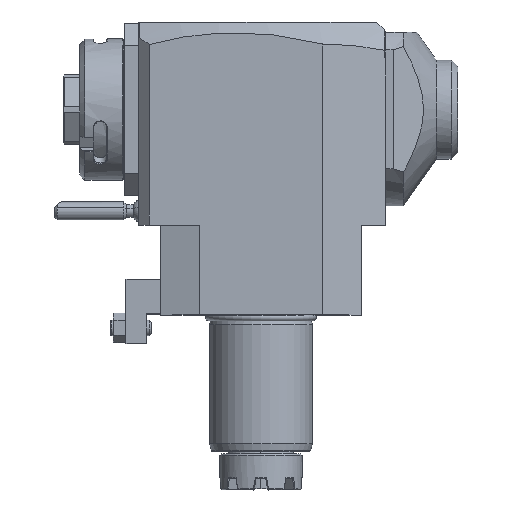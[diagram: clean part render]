
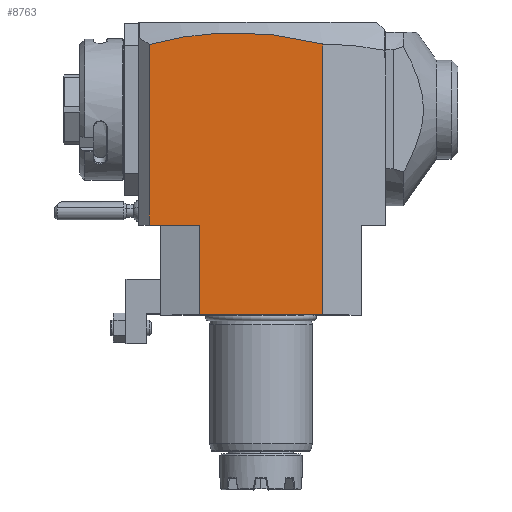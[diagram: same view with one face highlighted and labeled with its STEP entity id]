
A CAD part, top view. The second image highlights one B-rep face of the part: STEP entity #8763.
In plain terms, the highlighted planar face has unit normal (0, 0, 1).
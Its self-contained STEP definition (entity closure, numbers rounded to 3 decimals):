
#1=DIRECTION('',(-1.,0.,0.));
#2=VECTOR('',#1,48.);
#3=CARTESIAN_POINT('',(24.,0.,37.5));
#4=LINE('',#3,#2);
#43=DIRECTION('',(-1.,0.,0.));
#44=VECTOR('',#43,19.5);
#45=CARTESIAN_POINT('',(-24.,35.,37.5));
#46=LINE('',#45,#44);
#47=DIRECTION('',(0.,1.,0.));
#48=VECTOR('',#47,70.258);
#49=CARTESIAN_POINT('',(-43.5,35.,37.5));
#50=LINE('',#49,#48);
#51=CARTESIAN_POINT('',(24.,105.435,37.5));
#52=CARTESIAN_POINT('',(18.371,106.939,37.5));
#53=CARTESIAN_POINT('',(7.115,109.162,37.5));
#54=CARTESIAN_POINT('',(-9.762,110.233,37.5));
#55=CARTESIAN_POINT('',(-26.635,109.072,37.5));
#56=CARTESIAN_POINT('',(-37.879,106.791,37.5));
#57=CARTESIAN_POINT('',(-43.5,105.258,37.5));
#59=DIRECTION('',(0.,-1.,0.));
#60=VECTOR('',#59,105.435);
#61=CARTESIAN_POINT('',(24.,105.435,37.5));
#62=LINE('',#61,#60);
#3371=DIRECTION('',(0.,-1.,0.));
#3372=VECTOR('',#3371,35.);
#3373=CARTESIAN_POINT('',(-24.,35.,37.5));
#3374=LINE('',#3373,#3372);
#8095=VERTEX_POINT('',#51);
#8096=VERTEX_POINT('',#57);
#8404=CARTESIAN_POINT('',(-43.5,35.,37.5));
#8406=VERTEX_POINT('',#8404);
#8439=CARTESIAN_POINT('',(24.,0.,37.5));
#8440=CARTESIAN_POINT('',(-24.,0.,37.5));
#8441=VERTEX_POINT('',#8439);
#8442=VERTEX_POINT('',#8440);
#8705=CARTESIAN_POINT('',(-24.,35.,37.5));
#8706=VERTEX_POINT('',#8705);
#8745=CARTESIAN_POINT('',(-39.202,35.,37.5));
#8746=DIRECTION('',(0.,0.,1.));
#8747=DIRECTION('',(1.,0.,0.));
#8748=AXIS2_PLACEMENT_3D('',#8745,#8746,#8747);
#8749=PLANE('',#8748);
#8751=ORIENTED_EDGE('',*,*,#8750,.T.);
#8753=ORIENTED_EDGE('',*,*,#8752,.T.);
#8755=ORIENTED_EDGE('',*,*,#8754,.F.);
#8757=ORIENTED_EDGE('',*,*,#8756,.T.);
#8758=ORIENTED_EDGE('',*,*,#8714,.T.);
#8760=ORIENTED_EDGE('',*,*,#8759,.F.);
#8761=EDGE_LOOP('',(#8751,#8753,#8755,#8757,#8758,#8760));
#8762=FACE_OUTER_BOUND('',#8761,.F.);
#58=B_SPLINE_CURVE_WITH_KNOTS('',3,(#51,#52,#53,#54,#55,#56,#57),.UNSPECIFIED.,
.F.,.F.,(4,1,1,1,4),(0.,0.25,0.5,0.75,1.),.UNSPECIFIED.);
#8714=EDGE_CURVE('',#8441,#8442,#4,.T.);
#8750=EDGE_CURVE('',#8706,#8406,#46,.T.);
#8752=EDGE_CURVE('',#8406,#8096,#50,.T.);
#8754=EDGE_CURVE('',#8095,#8096,#58,.T.);
#8756=EDGE_CURVE('',#8095,#8441,#62,.T.);
#8759=EDGE_CURVE('',#8706,#8442,#3374,.T.);
#8763=ADVANCED_FACE('',(#8762),#8749,.T.);
